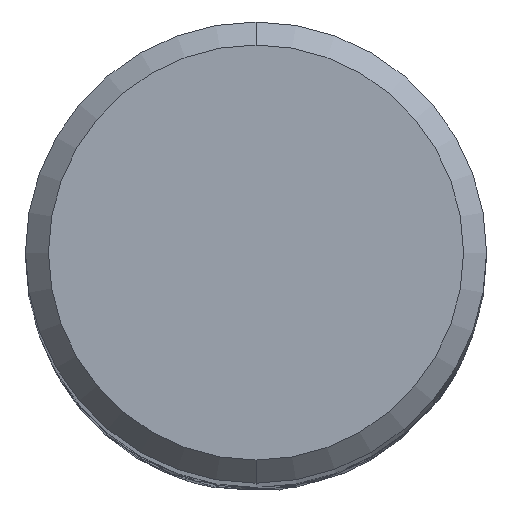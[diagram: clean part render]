
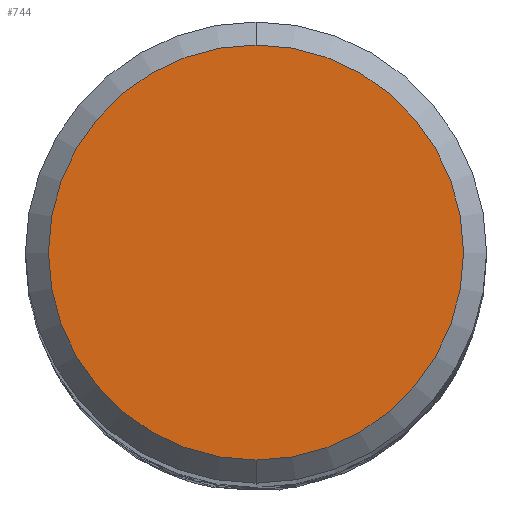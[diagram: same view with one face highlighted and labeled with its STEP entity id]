
A CAD part, top view. The second image highlights one B-rep face of the part: STEP entity #744.
In plain terms, the highlighted planar face has unit normal (0, 0, 1).
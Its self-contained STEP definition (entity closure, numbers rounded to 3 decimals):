
#348=VERTEX_POINT('',#977);
#430=EDGE_CURVE('',#348,#916,#1070,.T.);
#580=EDGE_CURVE('',#916,#348,#1231,.T.);
#744=ADVANCED_FACE('',(#1413),#1414,.T.);
#916=VERTEX_POINT('',#1602);
#977=CARTESIAN_POINT('',(0.,-5.4,0.0));
#1070=CIRCLE('',#3067,5.4);
#1231=CIRCLE('',#6332,5.4);
#1413=FACE_OUTER_BOUND('',#7308,.T.);
#1414=PLANE('',#7309);
#1602=CARTESIAN_POINT('',(0.0,5.4,0.0));
#3067=AXIS2_PLACEMENT_3D('',#9440,#9441,#9442);
#6332=AXIS2_PLACEMENT_3D('',#9582,#9583,#9584);
#7308=EDGE_LOOP('',(#9786,#9787));
#7309=AXIS2_PLACEMENT_3D('',#9788,#9789,#9790);
#9440=CARTESIAN_POINT('',(0.0,0.0,0.0));
#9441=DIRECTION('',(0.0,0.0,-1.0));
#9442=DIRECTION('',(0.0,1.0,0.0));
#9582=CARTESIAN_POINT('',(0.0,0.0,0.0));
#9583=DIRECTION('',(0.0,0.0,-1.0));
#9584=DIRECTION('',(0.0,1.0,0.0));
#9786=ORIENTED_EDGE('',*,*,#580,.F.);
#9787=ORIENTED_EDGE('',*,*,#430,.F.);
#9788=CARTESIAN_POINT('',(0.0,2.7,0.0));
#9789=DIRECTION('',(-0.0,0.0,1.0));
#9790=DIRECTION('',(0.0,-1.0,0.0));
